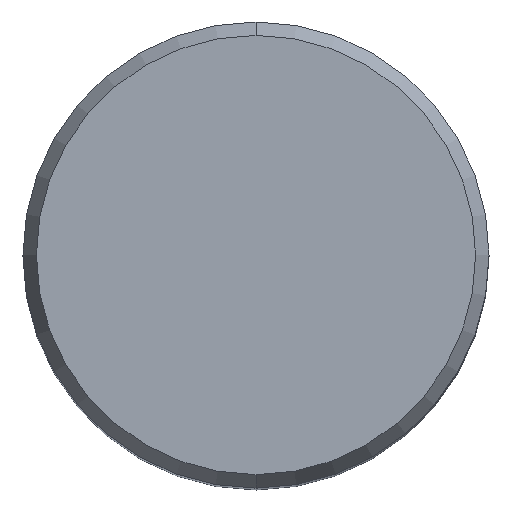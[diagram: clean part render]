
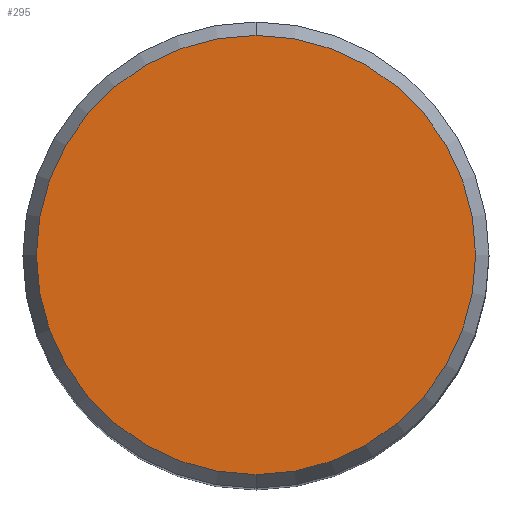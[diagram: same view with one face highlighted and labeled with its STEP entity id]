
A CAD part, top view. The second image highlights one B-rep face of the part: STEP entity #295.
In plain terms, the highlighted planar face has unit normal (0, 0, 1).
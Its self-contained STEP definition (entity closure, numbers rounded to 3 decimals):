
#295=ADVANCED_FACE('',(#601),#602,.T.);
#301=VERTEX_POINT('',#608);
#311=EDGE_CURVE('',#301,#389,#621,.T.);
#389=VERTEX_POINT('',#706);
#431=EDGE_CURVE('',#389,#301,#750,.T.);
#601=FACE_OUTER_BOUND('',#1068,.T.);
#602=PLANE('',#1069);
#608=CARTESIAN_POINT('',(0.,-15.076,74.536));
#621=CIRCLE('',#1128,15.076);
#706=CARTESIAN_POINT('',(0.0,15.076,74.536));
#750=CIRCLE('',#1379,15.076);
#1068=EDGE_LOOP('',(#1600,#1601));
#1069=AXIS2_PLACEMENT_3D('',#1602,#1603,#1604);
#1128=AXIS2_PLACEMENT_3D('',#1631,#1632,#1633);
#1379=AXIS2_PLACEMENT_3D('',#1746,#1747,#1748);
#1600=ORIENTED_EDGE('',*,*,#431,.F.);
#1601=ORIENTED_EDGE('',*,*,#311,.F.);
#1602=CARTESIAN_POINT('',(0.0,7.538,74.536));
#1603=DIRECTION('',(-0.0,0.0,1.0));
#1604=DIRECTION('',(0.0,-1.0,0.0));
#1631=CARTESIAN_POINT('',(0.0,0.0,74.536));
#1632=DIRECTION('',(0.0,0.0,-1.0));
#1633=DIRECTION('',(0.0,1.0,0.0));
#1746=CARTESIAN_POINT('',(0.0,0.0,74.536));
#1747=DIRECTION('',(0.0,0.0,-1.0));
#1748=DIRECTION('',(0.0,1.0,0.0));
